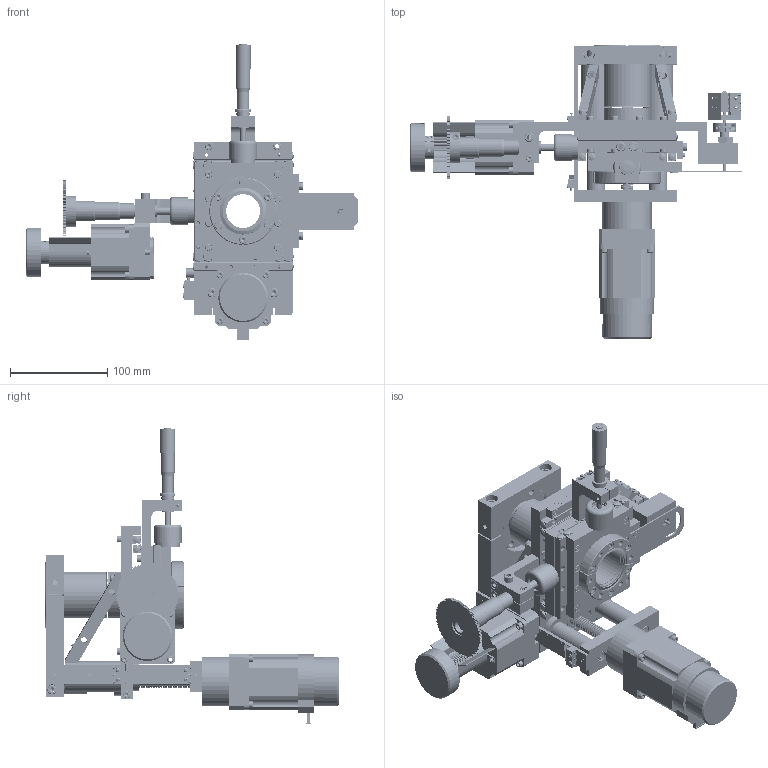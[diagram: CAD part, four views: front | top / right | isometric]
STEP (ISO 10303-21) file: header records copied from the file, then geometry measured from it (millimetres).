
FILE_DESCRIPTION (( 'STEP AP214' ), '1' );
FILE_NAME ('QN111357-01, EC-1.39-B275C-T275T-2-SS01_MS-LS-EDR-XZ.STEP', '2019-03-26T16:36:02', ( '' ), ( '' ), 'SwSTEP 2.0', 'SolidWorks 2010', '' );
FILE_SCHEMA (( 'AUTOMOTIVE_DESIGN' ));
Length unit declared in the file: inch
Products named in the file (1): QN111357-01, EC-1.39-B275C-T275T-2-SS01_MS-LS-EDR-XZ
Bounding box: 340.83 x 301.12 x 304.64 mm (x, y, z)
Surface area: 447031.1 mm2 (no closed solid volume)
Topology: 0 solids, 358 shells, 2859 faces, 10687 edges, 7893 vertices
Faces by surface type: cylinder 1269, plane 1151, cone 360, torus 39, bspline 20, sphere 20
Entity records: 161702 total; most frequent: CARTESIAN_POINT 34028, DIRECTION 19800, ORIENTED_EDGE 16046, EDGE_CURVE 10593, VERTEX_POINT 7881, AXIS2_PLACEMENT_3D 7140, VECTOR 5520, LINE 5520
